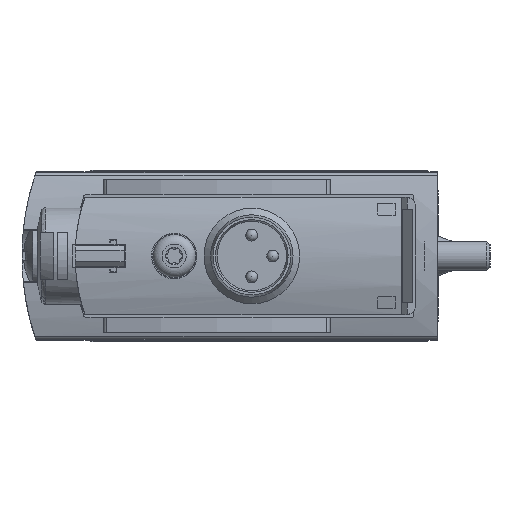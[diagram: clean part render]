
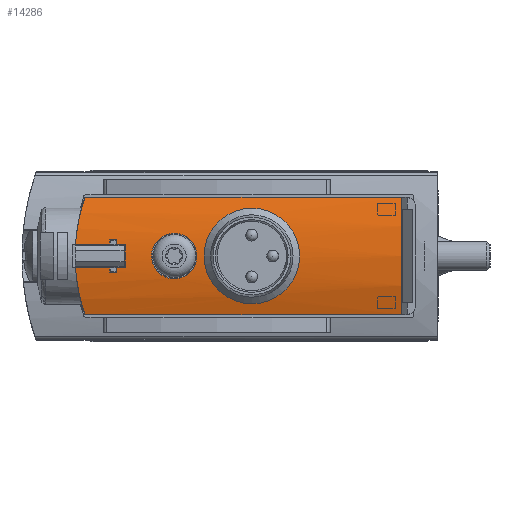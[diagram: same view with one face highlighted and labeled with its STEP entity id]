
A CAD part, left-side view. The second image highlights one B-rep face of the part: STEP entity #14286.
In plain terms, the highlighted cylindrical face has radius 15 mm (diameter 30 mm), a partial arc.
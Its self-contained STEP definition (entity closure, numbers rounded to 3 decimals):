
#711=B_SPLINE_CURVE_WITH_KNOTS('',3,(#25034,#25035,#25036,#25037,#25038,
#25039,#25040,#25041,#25042,#25043,#25044),.UNSPECIFIED.,.T.,.F.,(1,1,1,
1,1,1,1,1,1,1,1,1,1,1,1),(-0.004,-0.003,-0.001,
0.,0.001,0.003,0.004,0.006,
0.007,0.009,0.01,0.012,
0.013,0.015,0.016),.UNSPECIFIED.);
#712=B_SPLINE_CURVE_WITH_KNOTS('',3,(#25078,#25079,#25080,#25081,#25082,
#25083,#25084,#25085,#25086,#25087,#25088),.UNSPECIFIED.,.T.,.F.,(1,1,1,
1,1,1,1,1,1,1,1,1,1,1,1),(-0.008,-0.006,-0.003,
0.,0.003,0.006,0.008,0.011,
0.014,0.017,0.02,0.023,
0.025,0.028,0.031),.UNSPECIFIED.);
#767=ELLIPSE('',#17207,21.213,15.);
#768=ELLIPSE('',#17213,21.213,15.);
#1696=LINE('',#25046,#3022);
#1697=LINE('',#25051,#3023);
#1698=LINE('',#25055,#3024);
#1699=LINE('',#25059,#3025);
#1700=LINE('',#25063,#3026);
#1701=LINE('',#25067,#3027);
#1702=LINE('',#25071,#3028);
#1703=LINE('',#25075,#3029);
#3022=VECTOR('',#20657,1000.);
#3023=VECTOR('',#20660,1000.);
#3024=VECTOR('',#20663,1000.);
#3025=VECTOR('',#20666,1000.);
#3026=VECTOR('',#20669,1000.);
#3027=VECTOR('',#20672,1000.);
#3028=VECTOR('',#20675,1000.);
#3029=VECTOR('',#20678,1000.);
#6321=ORIENTED_EDGE('',*,*,#8906,.F.);
#6322=ORIENTED_EDGE('',*,*,#8907,.F.);
#6323=ORIENTED_EDGE('',*,*,#8908,.T.);
#6324=ORIENTED_EDGE('',*,*,#8909,.T.);
#6325=ORIENTED_EDGE('',*,*,#8910,.T.);
#6326=ORIENTED_EDGE('',*,*,#8911,.T.);
#6327=ORIENTED_EDGE('',*,*,#8912,.T.);
#6328=ORIENTED_EDGE('',*,*,#8913,.T.);
#6329=ORIENTED_EDGE('',*,*,#8914,.T.);
#6330=ORIENTED_EDGE('',*,*,#8915,.T.);
#6331=ORIENTED_EDGE('',*,*,#8916,.T.);
#6332=ORIENTED_EDGE('',*,*,#8917,.T.);
#6333=ORIENTED_EDGE('',*,*,#8918,.T.);
#6334=ORIENTED_EDGE('',*,*,#8919,.T.);
#6335=ORIENTED_EDGE('',*,*,#8920,.T.);
#6336=ORIENTED_EDGE('',*,*,#8921,.T.);
#6337=ORIENTED_EDGE('',*,*,#8922,.T.);
#6338=ORIENTED_EDGE('',*,*,#8923,.F.);
#8906=EDGE_CURVE('',#10463,#10463,#711,.T.);
#8907=EDGE_CURVE('',#10464,#10465,#1696,.T.);
#8908=EDGE_CURVE('',#10464,#10466,#767,.T.);
#8909=EDGE_CURVE('',#10466,#10467,#1697,.T.);
#8910=EDGE_CURVE('',#10467,#10468,#11285,.F.);
#8911=EDGE_CURVE('',#10468,#10469,#1698,.T.);
#8912=EDGE_CURVE('',#10469,#10470,#11286,.F.);
#8913=EDGE_CURVE('',#10470,#10471,#1699,.T.);
#8914=EDGE_CURVE('',#10471,#10472,#11287,.F.);
#8915=EDGE_CURVE('',#10472,#10473,#1700,.F.);
#8916=EDGE_CURVE('',#10473,#10474,#11288,.F.);
#8917=EDGE_CURVE('',#10474,#10475,#1701,.F.);
#8918=EDGE_CURVE('',#10475,#10476,#11289,.F.);
#8919=EDGE_CURVE('',#10476,#10477,#1702,.F.);
#8920=EDGE_CURVE('',#10477,#10478,#768,.T.);
#8921=EDGE_CURVE('',#10478,#10479,#1703,.T.);
#8922=EDGE_CURVE('',#10479,#10465,#11290,.T.);
#8923=EDGE_CURVE('',#10480,#10480,#712,.T.);
#10463=VERTEX_POINT('',#25045);
#10464=VERTEX_POINT('',#25047);
#10465=VERTEX_POINT('',#25048);
#10466=VERTEX_POINT('',#25050);
#10467=VERTEX_POINT('',#25052);
#10468=VERTEX_POINT('',#25054);
#10469=VERTEX_POINT('',#25056);
#10470=VERTEX_POINT('',#25058);
#10471=VERTEX_POINT('',#25060);
#10472=VERTEX_POINT('',#25062);
#10473=VERTEX_POINT('',#25064);
#10474=VERTEX_POINT('',#25066);
#10475=VERTEX_POINT('',#25068);
#10476=VERTEX_POINT('',#25070);
#10477=VERTEX_POINT('',#25072);
#10478=VERTEX_POINT('',#25074);
#10479=VERTEX_POINT('',#25076);
#10480=VERTEX_POINT('',#25089);
#11285=CIRCLE('',#17208,15.);
#11286=CIRCLE('',#17209,15.);
#11287=CIRCLE('',#17210,15.);
#11288=CIRCLE('',#17211,15.);
#11289=CIRCLE('',#17212,15.);
#11290=CIRCLE('',#17214,15.);
#12190=EDGE_LOOP('',(#6321));
#12191=EDGE_LOOP('',(#6322,#6323,#6324,#6325,#6326,#6327,#6328,#6329,#6330,
#6331,#6332,#6333,#6334,#6335,#6336,#6337));
#12192=EDGE_LOOP('',(#6338));
#13218=FACE_BOUND('',#12190,.T.);
#13219=FACE_BOUND('',#12191,.T.);
#13220=FACE_BOUND('',#12192,.T.);
#13626=CYLINDRICAL_SURFACE('',#17206,15.);
#14286=ADVANCED_FACE('',(#13218,#13219,#13220),#13626,.T.);
#17206=AXIS2_PLACEMENT_3D('',#25033,#20655,#20656);
#17207=AXIS2_PLACEMENT_3D('',#25049,#20658,#20659);
#17208=AXIS2_PLACEMENT_3D('',#25053,#20661,#20662);
#17209=AXIS2_PLACEMENT_3D('',#25057,#20664,#20665);
#17210=AXIS2_PLACEMENT_3D('',#25061,#20667,#20668);
#17211=AXIS2_PLACEMENT_3D('',#25065,#20670,#20671);
#17212=AXIS2_PLACEMENT_3D('',#25069,#20673,#20674);
#17213=AXIS2_PLACEMENT_3D('',#25073,#20676,#20677);
#17214=AXIS2_PLACEMENT_3D('',#25077,#20679,#20680);
#20655=DIRECTION('',(0.,-1.,0.));
#20656=DIRECTION('',(0.,0.,-1.));
#20657=DIRECTION('',(0.,-1.,0.));
#20658=DIRECTION('',(0.707,-0.707,0.));
#20659=DIRECTION('',(-0.707,-0.707,0.));
#20660=DIRECTION('',(0.,-1.,0.));
#20661=DIRECTION('',(0.,-1.,0.));
#20662=DIRECTION('',(0.,0.,-1.));
#20663=DIRECTION('',(0.,-1.,0.));
#20664=DIRECTION('',(0.,1.,0.));
#20665=DIRECTION('',(0.,0.,1.));
#20666=DIRECTION('',(0.,-1.,0.));
#20667=DIRECTION('',(0.,1.,0.));
#20668=DIRECTION('',(0.,0.,1.));
#20669=DIRECTION('',(0.,-1.,0.));
#20670=DIRECTION('',(0.,1.,0.));
#20671=DIRECTION('',(0.,0.,1.));
#20672=DIRECTION('',(0.,-1.,0.));
#20673=DIRECTION('',(0.,-1.,0.));
#20674=DIRECTION('',(0.,0.,-1.));
#20675=DIRECTION('',(0.,-1.,0.));
#20676=DIRECTION('',(0.707,-0.707,0.));
#20677=DIRECTION('',(-0.707,-0.707,0.));
#20678=DIRECTION('',(0.,-1.,0.));
#20679=DIRECTION('',(0.,1.,0.));
#20680=DIRECTION('',(1.,0.,0.));
#25033=CARTESIAN_POINT('',(-5.1,27.5,0.));
#25034=CARTESIAN_POINT('',(9.84,17.509,-1.488));
#25035=CARTESIAN_POINT('',(9.749,19.,-2.106));
#25036=CARTESIAN_POINT('',(9.84,20.489,-1.488));
#25037=CARTESIAN_POINT('',(9.93,21.105,-0.002));
#25038=CARTESIAN_POINT('',(9.84,20.49,1.489));
#25039=CARTESIAN_POINT('',(9.749,19.,2.105));
#25040=CARTESIAN_POINT('',(9.84,17.513,1.49));
#25041=CARTESIAN_POINT('',(9.93,16.894,0.002));
#25042=CARTESIAN_POINT('',(9.84,17.509,-1.488));
#25043=CARTESIAN_POINT('',(9.749,19.,-2.106));
#25044=CARTESIAN_POINT('',(9.84,20.489,-1.488));
#25045=CARTESIAN_POINT('',(9.779,19.,-1.9));
#25046=CARTESIAN_POINT('',(9.077,27.5,-4.9));
#25047=CARTESIAN_POINT('',(9.077,26.477,-4.9));
#25048=CARTESIAN_POINT('',(9.077,0.,-4.9));
#25049=CARTESIAN_POINT('',(-5.1,12.3,0.));
#25050=CARTESIAN_POINT('',(9.867,27.267,-1.));
#25051=CARTESIAN_POINT('',(9.867,27.5,-1.));
#25052=CARTESIAN_POINT('',(9.867,24.4,-1.));
#25053=CARTESIAN_POINT('',(-5.1,24.4,0.));
#25054=CARTESIAN_POINT('',(9.839,24.4,-1.35));
#25055=CARTESIAN_POINT('',(9.839,27.5,-1.35));
#25056=CARTESIAN_POINT('',(9.839,23.8,-1.35));
#25057=CARTESIAN_POINT('',(-5.1,23.8,0.));
#25058=CARTESIAN_POINT('',(9.867,23.8,-1.));
#25059=CARTESIAN_POINT('',(9.867,27.5,-1.));
#25060=CARTESIAN_POINT('',(9.867,23.1,-1.));
#25061=CARTESIAN_POINT('',(-5.1,23.1,0.));
#25062=CARTESIAN_POINT('',(9.867,23.1,1.));
#25063=CARTESIAN_POINT('',(9.867,27.5,1.));
#25064=CARTESIAN_POINT('',(9.867,23.8,1.));
#25065=CARTESIAN_POINT('',(-5.1,23.8,0.));
#25066=CARTESIAN_POINT('',(9.839,23.8,1.35));
#25067=CARTESIAN_POINT('',(9.839,27.5,1.35));
#25068=CARTESIAN_POINT('',(9.839,24.4,1.35));
#25069=CARTESIAN_POINT('',(-5.1,24.4,0.));
#25070=CARTESIAN_POINT('',(9.867,24.4,1.));
#25071=CARTESIAN_POINT('',(9.867,27.5,1.));
#25072=CARTESIAN_POINT('',(9.867,27.267,1.));
#25073=CARTESIAN_POINT('',(-5.1,12.3,0.));
#25074=CARTESIAN_POINT('',(9.077,26.477,4.9));
#25075=CARTESIAN_POINT('',(9.077,27.5,4.9));
#25076=CARTESIAN_POINT('',(9.077,0.,4.9));
#25077=CARTESIAN_POINT('',(-5.1,0.,0.));
#25078=CARTESIAN_POINT('',(9.684,15.324,2.819));
#25079=CARTESIAN_POINT('',(9.35,12.499,3.99));
#25080=CARTESIAN_POINT('',(9.684,9.679,2.819));
#25081=CARTESIAN_POINT('',(10.008,8.511,0.004));
#25082=CARTESIAN_POINT('',(9.684,9.679,-2.822));
#25083=CARTESIAN_POINT('',(9.351,12.498,-3.988));
#25084=CARTESIAN_POINT('',(9.683,15.318,-2.824));
#25085=CARTESIAN_POINT('',(10.008,16.49,-0.002));
#25086=CARTESIAN_POINT('',(9.684,15.324,2.819));
#25087=CARTESIAN_POINT('',(9.35,12.499,3.99));
#25088=CARTESIAN_POINT('',(9.684,9.679,2.819));
#25089=CARTESIAN_POINT('',(9.462,12.5,3.6));
